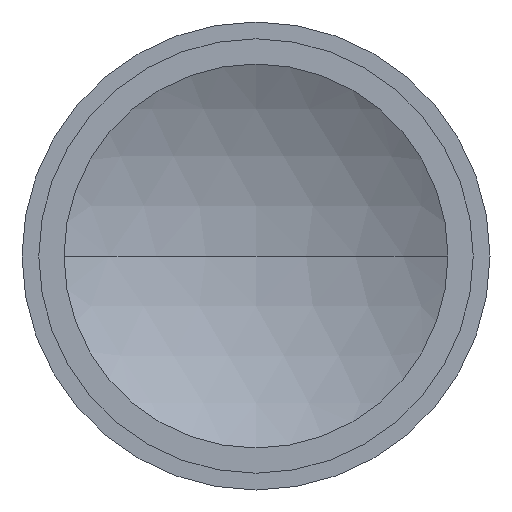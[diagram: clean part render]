
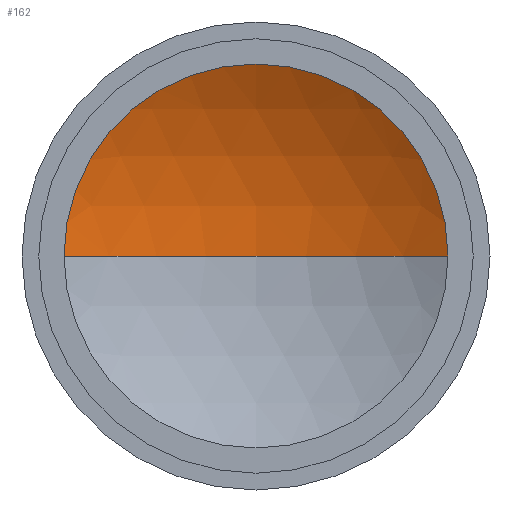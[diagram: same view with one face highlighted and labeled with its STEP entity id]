
A CAD part, front view. The second image highlights one B-rep face of the part: STEP entity #162.
In plain terms, the highlighted spherical face has radius 44.657 mm.
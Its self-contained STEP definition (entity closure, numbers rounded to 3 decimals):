
#12 = DIRECTION ( 'NONE',  ( 0., -1., 0. ) ) ;
#28 = CARTESIAN_POINT ( 'NONE',  ( 0., -31.657, 0. ) ) ;
#29 = CARTESIAN_POINT ( 'NONE',  ( -22.85, 6.711, 0. ) ) ;
#45 = CARTESIAN_POINT ( 'NONE',  ( 0., 6.711, 0. ) ) ;
#56 = AXIS2_PLACEMENT_3D ( 'NONE', #444, #408, #452 ) ;
#62 = EDGE_LOOP ( 'NONE', ( #167, #221, #456, #458 ) ) ;
#79 = AXIS2_PLACEMENT_3D ( 'NONE', #28, #139, #287 ) ;
#90 = DIRECTION ( 'NONE',  ( -1., 0., 0. ) ) ;
#98 = FACE_OUTER_BOUND ( 'NONE', #62, .T. ) ;
#112 = DIRECTION ( 'NONE',  ( 0., 0., 1. ) ) ;
#139 = DIRECTION ( 'NONE',  ( 0., 0., -1. ) ) ;
#153 = CARTESIAN_POINT ( 'NONE',  ( 0., 13., 0. ) ) ;
#162 = ADVANCED_FACE ( 'NONE', ( #98 ), #244, .F. ) ;
#167 = ORIENTED_EDGE ( 'NONE', *, *, #326, .F. ) ;
#186 = DIRECTION ( 'NONE',  ( 0., 0., -1. ) ) ;
#195 = CARTESIAN_POINT ( 'NONE',  ( 0., -31.657, 0. ) ) ;
#209 = VERTEX_POINT ( 'NONE', #29 ) ;
#221 = ORIENTED_EDGE ( 'NONE', *, *, #441, .T. ) ;
#227 = CIRCLE ( 'NONE', #264, 22.85 ) ;
#244 = SPHERICAL_SURFACE ( 'NONE', #79, 44.657 ) ;
#264 = AXIS2_PLACEMENT_3D ( 'NONE', #45, #12, #186 ) ;
#265 = CIRCLE ( 'NONE', #56, 22.85 ) ;
#273 = EDGE_CURVE ( 'NONE', #388, #209, #265, .T. ) ;
#287 = DIRECTION ( 'NONE',  ( -1., 0., 0. ) ) ;
#308 = DIRECTION ( 'NONE',  ( 0., 0., -1. ) ) ;
#326 = EDGE_CURVE ( 'NONE', #377, #209, #343, .T. ) ;
#331 = CARTESIAN_POINT ( 'NONE',  ( 22.85, 6.711, 0. ) ) ;
#333 = VERTEX_POINT ( 'NONE', #331 ) ;
#334 = EDGE_CURVE ( 'NONE', #333, #388, #227, .T. ) ;
#343 = CIRCLE ( 'NONE', #389, 44.657 ) ;
#345 = CIRCLE ( 'NONE', #442, 44.657 ) ;
#357 = CARTESIAN_POINT ( 'NONE',  ( 0., -31.657, 0. ) ) ;
#361 = DIRECTION ( 'NONE',  ( 1., 0., 0. ) ) ;
#377 = VERTEX_POINT ( 'NONE', #153 ) ;
#388 = VERTEX_POINT ( 'NONE', #410 ) ;
#389 = AXIS2_PLACEMENT_3D ( 'NONE', #357, #112, #361 ) ;
#408 = DIRECTION ( 'NONE',  ( 0., -1., 0. ) ) ;
#410 = CARTESIAN_POINT ( 'NONE',  ( 0., 6.711, 22.85 ) ) ;
#441 = EDGE_CURVE ( 'NONE', #377, #333, #345, .T. ) ;
#442 = AXIS2_PLACEMENT_3D ( 'NONE', #195, #308, #90 ) ;
#444 = CARTESIAN_POINT ( 'NONE',  ( 0., 6.711, 0. ) ) ;
#452 = DIRECTION ( 'NONE',  ( 0., 0., -1. ) ) ;
#456 = ORIENTED_EDGE ( 'NONE', *, *, #334, .T. ) ;
#458 = ORIENTED_EDGE ( 'NONE', *, *, #273, .T. ) ;
